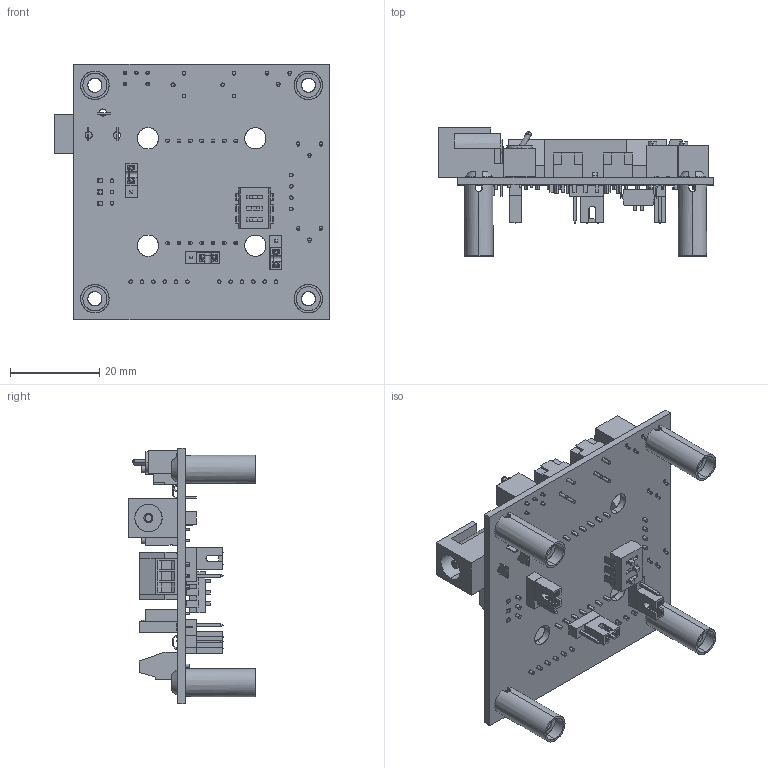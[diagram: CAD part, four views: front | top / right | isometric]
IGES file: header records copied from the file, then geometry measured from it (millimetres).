
Start section: SolidWorks IGES file using analytic representation for surfaces
Global section: file name: WTC3293 EVAL BRD ASSY.IGS; native system: SolidWorks 2020; preprocessor: SolidWorks 2020; author: User; date: 210707.085655; units: inch
Bounding box: 61.46 x 28.63 x 57.15 mm (x, y, z)
Surface area: 17232.4 mm2 (no closed solid volume)
Topology: 0 solids, 0 shells, 1635 faces, 14608 edges, 14607 vertices
Faces by surface type: bspline 1231, revolution 404
